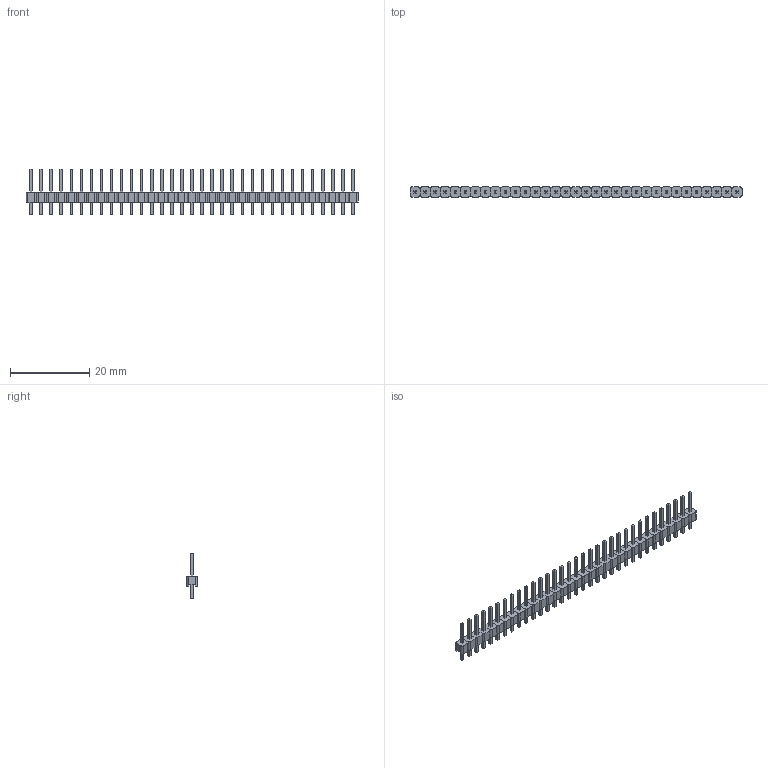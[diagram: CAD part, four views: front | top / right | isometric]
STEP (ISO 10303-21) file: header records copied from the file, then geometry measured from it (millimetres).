
FILE_DESCRIPTION(('FreeCAD Model'),'2;1');
FILE_NAME('Open CASCADE Shape Model','2022-03-28T08:13:55',( 'Engenharia Metaltex'),('Metaltex'), 'Open CASCADE STEP processor 7.5','FreeCAD','Unknown');
FILE_SCHEMA(('AUTOMOTIVE_DESIGN { 1 0 10303 214 1 1 1 1 }'));
Length unit declared in the file: millimetre
Products named in the file (100): Barra_de_pinos; 1; Pino; Base; 2; Pino001; Base001; 3; Pino002; Base002; 4; Pino003; Base003; 5; Pino004; Base004; 6; Pino005; Base005; 7; Pino006; Base006; 8; Pino007; Base007; 9; Pino008; Base008; 10; Pino009; Base009; 11; Pino010; Base010; 12; Pino011; Base011; 13; Pino012; Base012 ...
Assembly tree (99 placements, depth 3):
  Barra_de_pinos
    1
      Pino
      Base
    2
      Pino001
      Base001
    3
      Pino002
      Base002
    4
      Pino003
      Base003
    5
      Pino004
      Base004
    6
      Pino005
      Base005
    7
      Pino006
      Base006
    8
      Pino007
      Base007
    9
      Pino008
      Base008
    10
      Pino009
      Base009
    11
      Pino010
      Base010
    12
      Pino011
      Base011
    13
      Pino012
      Base012
    14
      Pino013
      Base013
    15
      Pino014
      Base014
    16
      Pino015
      Base015
    17
      Pino016
      Base016
    18
      Pino017
      Base017
    19
      Pino018
      Base018
    20
      Pino019
Bounding box: 83.82 x 2.54 x 11.54 mm (x, y, z)
Volume: 583.5 mm3; surface area: 2348.3 mm2
Topology: 66 solids, 66 shells, 1056 faces, 2376 edges, 1452 vertices
Faces by surface type: plane 924, cylinder 132
Entity records: 62257 total; most frequent: CARTESIAN_POINT 10528, DIRECTION 9572, LINE 6600, VECTOR 6600, ORIENTED_EDGE 4752, PCURVE 4752, DEFINITIONAL_REPRESENTATION 4752, EDGE_CURVE 2376
